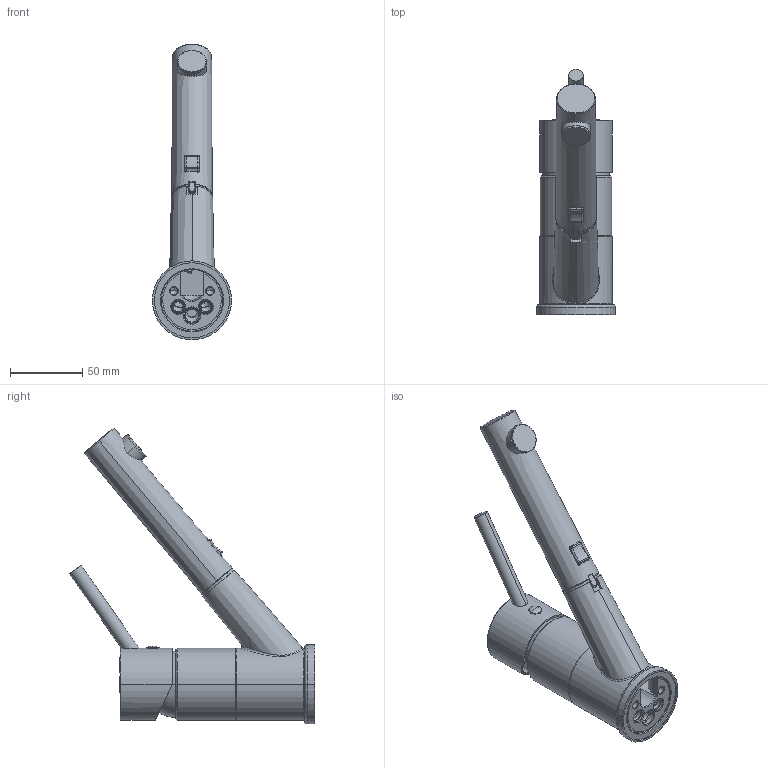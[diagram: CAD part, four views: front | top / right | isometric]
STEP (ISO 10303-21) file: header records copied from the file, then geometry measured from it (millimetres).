
FILE_DESCRIPTION((''),'2;1');
FILE_NAME('BI183CR','2021-04-27T14:55:18',('ut3'),('PAFFONI SpA'),'CREO PARAMETRIC BY PTC INC, 2020044','CREO PARAMETRIC BY PTC INC, 2020044','');
FILE_SCHEMA(('CONFIG_CONTROL_DESIGN','SHAPE_APPEARANCE_LAYERS_GROUPS'));
Length unit declared in the file: millimetre
Products named in the file (1): BI183CR
Bounding box: 54.7 x 169.74 x 204.68 mm (x, y, z)
Volume: 199329.6 mm3; surface area: 128671 mm2
Topology: 1 solids, 1 shells, 1334 faces, 3572 edges, 2253 vertices
Faces by surface type: plane 640, cylinder 372, cone 158, torus 119, bspline 26, sphere 19
Entity records: 63464 total; most frequent: CARTESIAN_POINT 21377, ORIENTED_EDGE 7088, DIRECTION 6586, EDGE_CURVE 3544, AXIS2_PLACEMENT_3D 2425, VERTEX_POINT 2253, VECTOR 1736, LINE 1736
